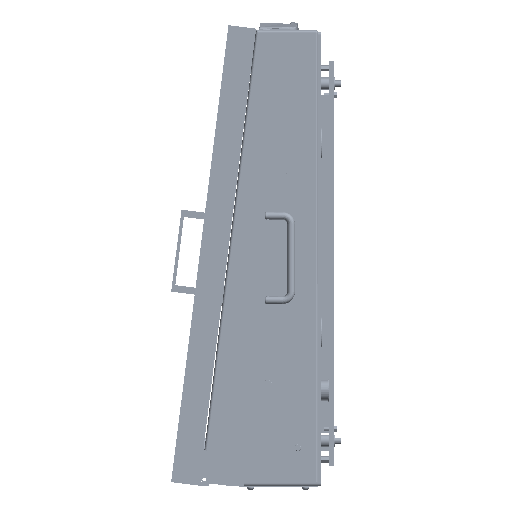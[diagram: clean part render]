
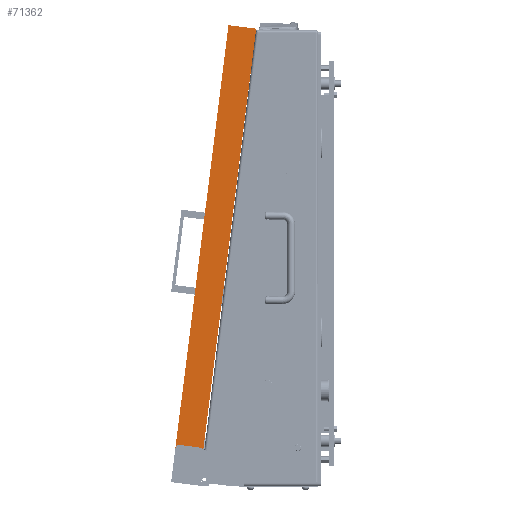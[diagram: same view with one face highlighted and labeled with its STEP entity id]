
A CAD part, left-side view. The second image highlights one B-rep face of the part: STEP entity #71362.
In plain terms, the highlighted planar face has unit normal (-1, 0, 0).
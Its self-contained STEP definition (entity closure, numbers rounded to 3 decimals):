
#5898 = ORIENTED_EDGE ( 'NONE', *, *, #43818, .F. ) ;
#10634 = AXIS2_PLACEMENT_3D ( 'NONE', #15857, #15363, #83136 ) ;
#13204 = VECTOR ( 'NONE', #34033, 1000. ) ;
#14156 = CARTESIAN_POINT ( 'NONE',  ( -327.5, 0., -273. ) ) ;
#14871 = PLANE ( 'NONE',  #10634 ) ;
#15363 = DIRECTION ( 'NONE',  ( 1., 0., 0. ) ) ;
#15857 = CARTESIAN_POINT ( 'NONE',  ( -327.5, 33., -273. ) ) ;
#16726 = DIRECTION ( 'NONE',  ( 0., -1., 0. ) ) ;
#17453 = DIRECTION ( 'NONE',  ( -1., 0., 0. ) ) ;
#17640 = LINE ( 'NONE', #77613, #38568 ) ;
#18419 = CARTESIAN_POINT ( 'NONE',  ( -327.5, 7., -248. ) ) ;
#22630 = EDGE_LOOP ( 'NONE', ( #45613, #89998, #40475, #84143, #5898, #96281 ) ) ;
#24864 = EDGE_CURVE ( 'NONE', #61156, #64695, #86219, .T. ) ;
#25205 = AXIS2_PLACEMENT_3D ( 'NONE', #18419, #17453, #76927 ) ;
#31040 = VERTEX_POINT ( 'NONE', #50269 ) ;
#32163 = EDGE_CURVE ( 'NONE', #31040, #66276, #90339, .T. ) ;
#34033 = DIRECTION ( 'NONE',  ( 0., 1., 0. ) ) ;
#37742 = VERTEX_POINT ( 'NONE', #86933 ) ;
#38568 = VECTOR ( 'NONE', #91245, 1000. ) ;
#40475 = ORIENTED_EDGE ( 'NONE', *, *, #45057, .T. ) ;
#41712 = DIRECTION ( 'NONE',  ( 1., 0., 0. ) ) ;
#41914 = EDGE_CURVE ( 'NONE', #37742, #64695, #68030, .T. ) ;
#42262 = VECTOR ( 'NONE', #16726, 1000. ) ;
#43818 = EDGE_CURVE ( 'NONE', #37742, #31040, #17640, .T. ) ;
#44513 = CARTESIAN_POINT ( 'NONE',  ( -327.5, 33., 273. ) ) ;
#45057 = EDGE_CURVE ( 'NONE', #47196, #66276, #51216, .T. ) ;
#45613 = ORIENTED_EDGE ( 'NONE', *, *, #24864, .F. ) ;
#47196 = VERTEX_POINT ( 'NONE', #49639 ) ;
#49639 = CARTESIAN_POINT ( 'NONE',  ( -327.5, 0., -229.265 ) ) ;
#50269 = CARTESIAN_POINT ( 'NONE',  ( -327.5, 33., 273. ) ) ;
#51216 = LINE ( 'NONE', #14156, #58987 ) ;
#53367 = CARTESIAN_POINT ( 'NONE',  ( -327.5, 0., 273. ) ) ;
#54787 = CARTESIAN_POINT ( 'NONE',  ( -327.5, 7., -228. ) ) ;
#56957 = CARTESIAN_POINT ( 'NONE',  ( -327.5, 33., -228. ) ) ;
#58987 = VECTOR ( 'NONE', #94599, 1000. ) ;
#61156 = VERTEX_POINT ( 'NONE', #54787 ) ;
#64695 = VERTEX_POINT ( 'NONE', #67596 ) ;
#66276 = VERTEX_POINT ( 'NONE', #53367 ) ;
#67596 = CARTESIAN_POINT ( 'NONE',  ( -327.5, 28., -228. ) ) ;
#68030 = CIRCLE ( 'NONE', #95957, 5. ) ;
#71362 = ADVANCED_FACE ( 'NONE', ( #81690 ), #14871, .F. ) ;
#73360 = DIRECTION ( 'NONE',  ( 0., 0., -1. ) ) ;
#75473 = EDGE_CURVE ( 'NONE', #47196, #61156, #81271, .T. ) ;
#76927 = DIRECTION ( 'NONE',  ( 0., 0., -1. ) ) ;
#77613 = CARTESIAN_POINT ( 'NONE',  ( -327.5, 33., -273. ) ) ;
#80206 = CARTESIAN_POINT ( 'NONE',  ( -327.5, 28., -233. ) ) ;
#81271 = CIRCLE ( 'NONE', #25205, 20. ) ;
#81690 = FACE_OUTER_BOUND ( 'NONE', #22630, .T. ) ;
#83136 = DIRECTION ( 'NONE',  ( 0., 0., -1. ) ) ;
#84143 = ORIENTED_EDGE ( 'NONE', *, *, #32163, .F. ) ;
#86219 = LINE ( 'NONE', #56957, #13204 ) ;
#86933 = CARTESIAN_POINT ( 'NONE',  ( -327.5, 33., -233. ) ) ;
#89998 = ORIENTED_EDGE ( 'NONE', *, *, #75473, .F. ) ;
#90339 = LINE ( 'NONE', #44513, #42262 ) ;
#91245 = DIRECTION ( 'NONE',  ( 0., 0., 1. ) ) ;
#94599 = DIRECTION ( 'NONE',  ( 0., 0., 1. ) ) ;
#95957 = AXIS2_PLACEMENT_3D ( 'NONE', #80206, #41712, #73360 ) ;
#96281 = ORIENTED_EDGE ( 'NONE', *, *, #41914, .T. ) ;
